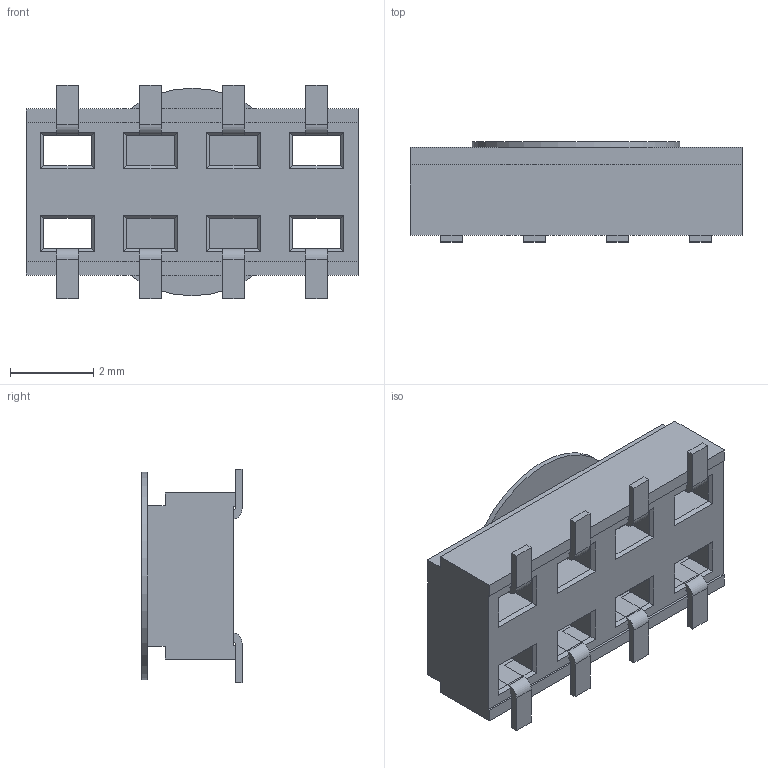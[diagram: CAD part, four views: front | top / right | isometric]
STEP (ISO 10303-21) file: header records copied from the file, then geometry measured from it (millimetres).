
FILE_DESCRIPTION(/* description */ ('STEP AP214'),/* implementation_level */ '2;1');
FILE_NAME(/* name */ 'CLT-104-02-F-D-BE-K-TR',/* time_stamp */ '2025-08-30T21:48:32+02:00',/* author */ ('License CC BY-ND 4.0'),/* organization */ ('CADENAS'),/* preprocessor_version */ 'ST-DEVELOPER v19.3',/* originating_system */ 'PARTsolutions',/* authorisation */ ' ');
FILE_SCHEMA (('AUTOMOTIVE_DESIGN {1 0 10303 214 3 1 1}'));
Length unit declared in the file: inch
Products named in the file (4): CLT-104-02-F-D-BE-K-TR; CLT-104-02-F-D-BE-K-TR_socket; C-0402-F-BE_pins; CLT_polyamide_film_pad
Assembly tree (3 placements, depth 2):
  CLT-104-02-F-D-BE-K-TR
    CLT-104-02-F-D-BE-K-TR_socket
    C-0402-F-BE_pins
    CLT_polyamide_film_pad
Bounding box: 8 x 2.41 x 5.16 mm (x, y, z)
Volume: 53.1 mm3; surface area: 250.1 mm2
Topology: 3 solids, 3 shells, 193 faces, 488 edges, 304 vertices
Faces by surface type: plane 173, cylinder 20
Full cylindrical faces by diameter (mm): 0.889 x3, 5.001 x1
Entity records: 5751 total; most frequent: CARTESIAN_POINT 985, ORIENTED_EDGE 968, DIRECTION 918, EDGE_CURVE 484, LINE 444, VECTOR 444, VERTEX_POINT 304, AXIS2_PLACEMENT_3D 237
